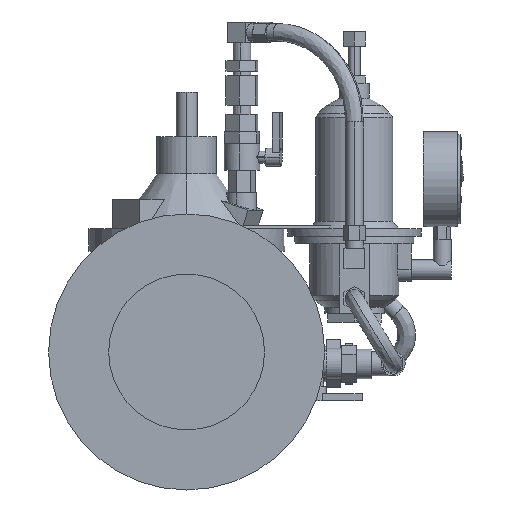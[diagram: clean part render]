
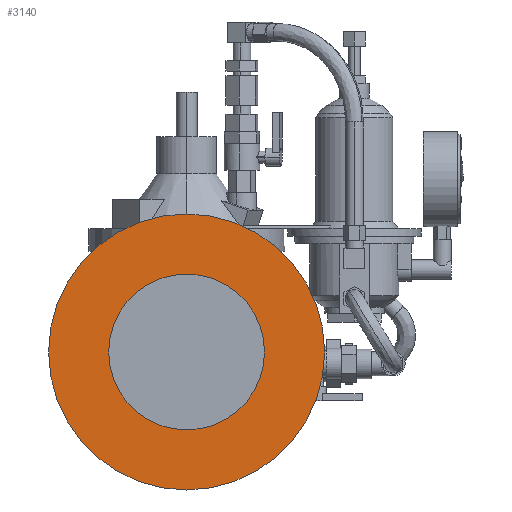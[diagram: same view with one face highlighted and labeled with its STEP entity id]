
A CAD part, left-side view. The second image highlights one B-rep face of the part: STEP entity #3140.
In plain terms, the highlighted planar face has unit normal (-1, 0, 0).
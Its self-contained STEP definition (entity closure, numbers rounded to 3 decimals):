
#3140=ADVANCED_FACE('',(#8545,#8546),#8547,.T.);
#3428=VERTEX_POINT('',#8876);
#4244=EDGE_CURVE('',#6672,#3428,#9764,.T.);
#6330=VERTEX_POINT('',#12087);
#6416=EDGE_CURVE('',#6330,#6798,#12181,.T.);
#6672=VERTEX_POINT('',#12467);
#6798=VERTEX_POINT('',#12619);
#7280=EDGE_CURVE('',#3428,#6672,#13154,.T.);
#7506=EDGE_CURVE('',#6798,#6330,#13414,.T.);
#8545=FACE_BOUND('',#14823,.T.);
#8546=FACE_OUTER_BOUND('',#14824,.T.);
#8547=PLANE('',#14825);
#8876=CARTESIAN_POINT('',(-113.0,0.0,-93.0));
#9764=CIRCLE('',#16962,93.0);
#12087=CARTESIAN_POINT('',(-113.0,0.,52.5));
#12181=CIRCLE('',#23226,52.5);
#12467=CARTESIAN_POINT('',(-113.0,0.,93.0));
#12619=CARTESIAN_POINT('',(-113.0,0.0,-52.5));
#13154=CIRCLE('',#24883,93.0);
#13414=CIRCLE('',#25298,52.5);
#14823=EDGE_LOOP('',(#27947,#27948));
#14824=EDGE_LOOP('',(#27949,#27950));
#14825=AXIS2_PLACEMENT_3D('',#27951,#27952,#27953);
#16962=AXIS2_PLACEMENT_3D('',#29285,#29286,#29287);
#23226=AXIS2_PLACEMENT_3D('',#32088,#32089,#32090);
#24883=AXIS2_PLACEMENT_3D('',#33200,#33201,#33202);
#25298=AXIS2_PLACEMENT_3D('',#33526,#33527,#33528);
#27947=ORIENTED_EDGE('',*,*,#7506,.T.);
#27948=ORIENTED_EDGE('',*,*,#6416,.T.);
#27949=ORIENTED_EDGE('',*,*,#7280,.T.);
#27950=ORIENTED_EDGE('',*,*,#4244,.T.);
#27951=CARTESIAN_POINT('',(-113.0,0.0,0.0));
#27952=DIRECTION('',(-1.0,0.0,0.0));
#27953=DIRECTION('',(0.0,0.0,1.0));
#29285=CARTESIAN_POINT('',(-113.0,0.0,0.0));
#29286=DIRECTION('',(-1.0,0.0,0.0));
#29287=DIRECTION('',(0.0,0.0,-1.0));
#32088=CARTESIAN_POINT('',(-113.0,0.0,0.0));
#32089=DIRECTION('',(1.0,0.0,0.0));
#32090=DIRECTION('',(0.0,0.0,-1.0));
#33200=CARTESIAN_POINT('',(-113.0,0.0,0.0));
#33201=DIRECTION('',(-1.0,0.0,0.0));
#33202=DIRECTION('',(0.0,0.0,-1.0));
#33526=CARTESIAN_POINT('',(-113.0,0.0,0.0));
#33527=DIRECTION('',(1.0,0.0,0.0));
#33528=DIRECTION('',(0.0,0.0,-1.0));
